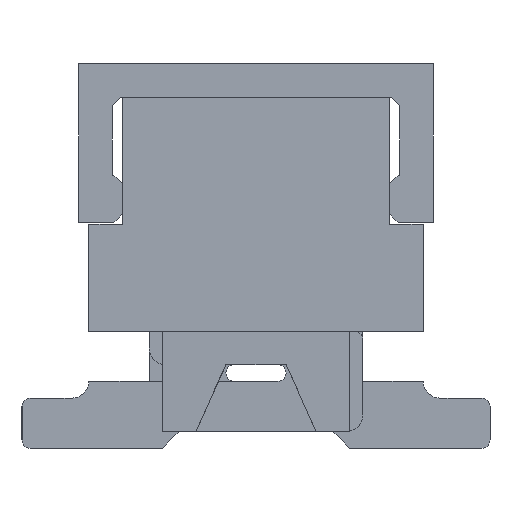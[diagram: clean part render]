
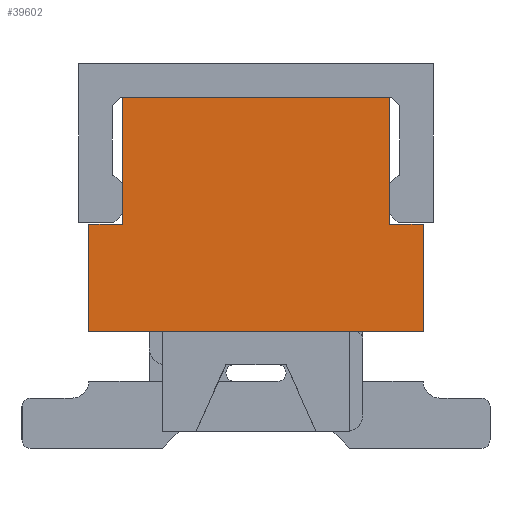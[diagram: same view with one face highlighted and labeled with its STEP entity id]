
A CAD part, left-side view. The second image highlights one B-rep face of the part: STEP entity #39602.
In plain terms, the highlighted face is planar.
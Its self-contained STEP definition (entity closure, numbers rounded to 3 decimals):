
#1292=PLANE('',#42668);
#11800=ORIENTED_EDGE('',*,*,#19034,.F.);
#11801=ORIENTED_EDGE('',*,*,#19038,.F.);
#11802=ORIENTED_EDGE('',*,*,#19042,.T.);
#11803=ORIENTED_EDGE('',*,*,#19029,.T.);
#11804=ORIENTED_EDGE('',*,*,#19024,.F.);
#11805=ORIENTED_EDGE('',*,*,#18971,.T.);
#11806=ORIENTED_EDGE('',*,*,#18989,.F.);
#11807=ORIENTED_EDGE('',*,*,#18977,.F.);
#18971=EDGE_CURVE('',#23176,#23175,#27729,.T.);
#18977=EDGE_CURVE('',#23181,#23177,#27735,.T.);
#18989=EDGE_CURVE('',#23177,#23175,#27747,.T.);
#19024=EDGE_CURVE('',#23176,#23196,#27782,.T.);
#19029=EDGE_CURVE('',#23197,#23196,#27787,.T.);
#19034=EDGE_CURVE('',#23199,#23181,#27792,.T.);
#19038=EDGE_CURVE('',#23201,#23199,#27796,.T.);
#19042=EDGE_CURVE('',#23201,#23197,#27800,.T.);
#23175=VERTEX_POINT('',#63581);
#23176=VERTEX_POINT('',#63583);
#23177=VERTEX_POINT('',#63587);
#23181=VERTEX_POINT('',#63594);
#23196=VERTEX_POINT('',#63679);
#23197=VERTEX_POINT('',#63688);
#23199=VERTEX_POINT('',#63696);
#23201=VERTEX_POINT('',#63704);
#27729=LINE('',#63582,#32635);
#27735=LINE('',#63595,#32641);
#27747=LINE('',#63614,#32653);
#27782=LINE('',#63678,#32688);
#27787=LINE('',#63687,#32693);
#27792=LINE('',#63697,#32698);
#27796=LINE('',#63705,#32702);
#27800=LINE('',#63713,#32706);
#32635=VECTOR('',#52140,1000.);
#32641=VECTOR('',#52148,1000.);
#32653=VECTOR('',#52166,1000.);
#32688=VECTOR('',#52239,1000.);
#32693=VECTOR('',#52250,1000.);
#32698=VECTOR('',#52259,1000.);
#32702=VECTOR('',#52267,1000.);
#32706=VECTOR('',#52275,1000.);
#35114=EDGE_LOOP('',(#11800,#11801,#11802,#11803,#11804,#11805,#11806,#11807));
#37140=FACE_BOUND('',#35114,.T.);
#39602=ADVANCED_FACE('',(#37140),#1292,.T.);
#42668=AXIS2_PLACEMENT_3D('',#63712,#52273,#52274);
#52140=DIRECTION('',(0.,0.,1.));
#52148=DIRECTION('',(0.,0.,1.));
#52166=DIRECTION('',(0.,1.,0.));
#52239=DIRECTION('',(0.,1.,0.));
#52250=DIRECTION('',(0.,0.,1.));
#52259=DIRECTION('',(0.,1.,0.));
#52267=DIRECTION('',(0.,0.,1.));
#52273=DIRECTION('',(1.,0.,0.));
#52274=DIRECTION('',(0.,0.,-1.));
#52275=DIRECTION('',(0.,1.,0.));
#63581=CARTESIAN_POINT('',(17.54,2.,2.5));
#63582=CARTESIAN_POINT('',(17.54,2.,0.6));
#63583=CARTESIAN_POINT('',(17.54,2.,0.6));
#63587=CARTESIAN_POINT('',(17.54,-2.,2.5));
#63594=CARTESIAN_POINT('',(17.54,-2.,0.6));
#63595=CARTESIAN_POINT('',(17.54,-2.,0.6));
#63614=CARTESIAN_POINT('',(17.54,-2.,2.5));
#63678=CARTESIAN_POINT('',(17.54,-2.5,0.6));
#63679=CARTESIAN_POINT('',(17.54,2.5,0.6));
#63687=CARTESIAN_POINT('',(17.54,2.5,-1.));
#63688=CARTESIAN_POINT('',(17.54,2.5,-1.));
#63696=CARTESIAN_POINT('',(17.54,-2.5,0.6));
#63697=CARTESIAN_POINT('',(17.54,-2.5,0.6));
#63704=CARTESIAN_POINT('',(17.54,-2.5,-1.));
#63705=CARTESIAN_POINT('',(17.54,-2.5,-1.));
#63712=CARTESIAN_POINT('',(17.54,-2.5,-1.));
#63713=CARTESIAN_POINT('',(17.54,-2.5,-1.));
